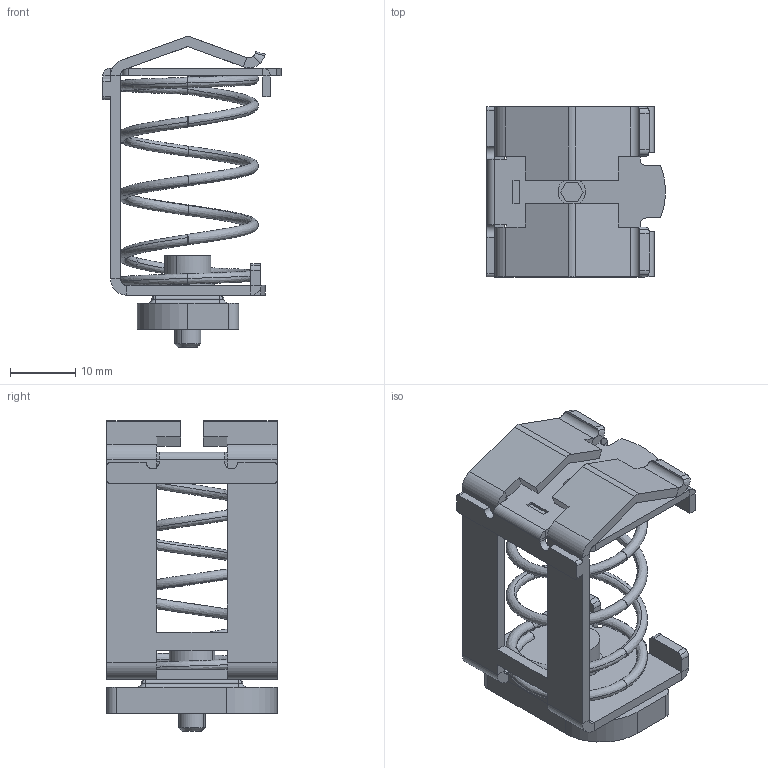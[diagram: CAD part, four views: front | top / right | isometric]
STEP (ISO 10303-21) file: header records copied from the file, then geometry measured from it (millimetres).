
FILE_DESCRIPTION(('CATIA V5 STEP Exchange','CAx-IF Rec.Pracs.--- Model Styling and Organization---1.4--- 2014-01-23'),'2;1');
FILE_NAME ('D1450297_1', '2023-06-23T09:25:05+00:00', ('none'), ('Weidmueller'), 'CATIA Version 5-6 Release 2016 SP3 HF44', 'CATIA V5 STEP AP214', 'none');
FILE_SCHEMA(('AUTOMOTIVE_DESIGN { 1 0 10303 214 1 1 1 1 }'));
Length unit declared in the file: millimetre
Products named in the file (1): 1252550000
Bounding box: 27.27 x 26 x 47.45 mm (x, y, z)
Volume: 5444.1 mm3; surface area: 7863.5 mm2
Topology: 1 solids, 2 shells, 292 faces, 762 edges, 464 vertices
Faces by surface type: plane 145, cylinder 91, bspline 28, cone 12, sphere 12, torus 4
Entity records: 11055 total; most frequent: CARTESIAN_POINT 4550, ORIENTED_EDGE 1508, DIRECTION 1074, EDGE_CURVE 754, VERTEX_POINT 464, AXIS2_PLACEMENT_3D 435, VECTOR 403, LINE 403
